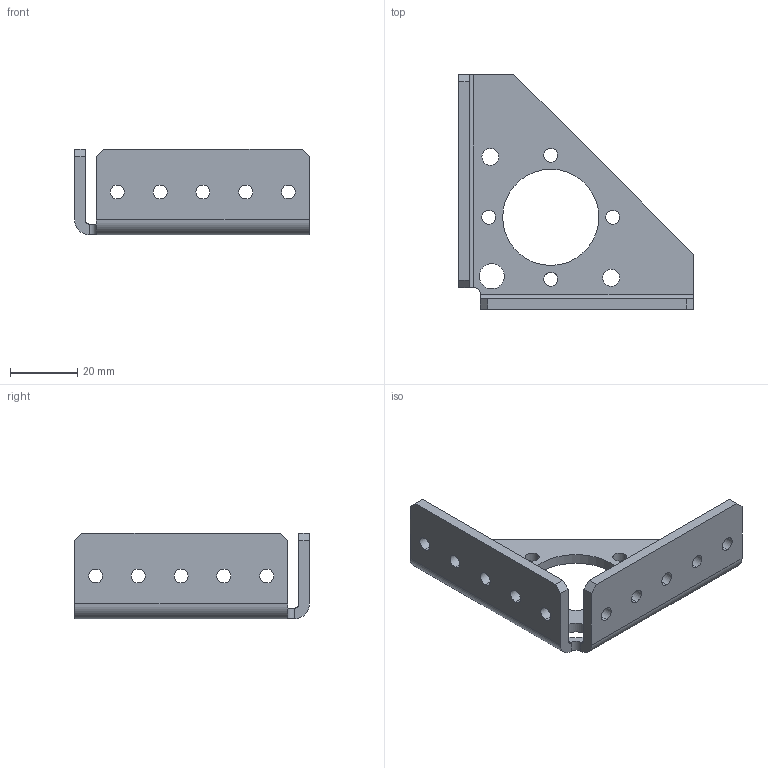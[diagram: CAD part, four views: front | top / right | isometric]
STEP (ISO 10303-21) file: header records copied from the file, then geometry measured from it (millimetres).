
FILE_DESCRIPTION (( 'STEP AP214' ), '1' );
FILE_NAME ('WCP-0873 Rev1.step', '2022-11-30T02:23:43', ( '' ), ( '' ), 'SwSTEP 2.0', 'SolidWorks 2020', '' );
FILE_SCHEMA (( 'AUTOMOTIVE_DESIGN' ));
Length unit declared in the file: inch
Products named in the file (1): WCP-0873 Rev1
Bounding box: 69.72 x 69.72 x 25.4 mm (x, y, z)
Volume: 16311.5 mm3; surface area: 12346.1 mm2
Topology: 1 solids, 1 shells, 59 faces, 167 edges, 110 vertices
Faces by surface type: cylinder 42, plane 17
Entity records: 2065 total; most frequent: DIRECTION 371, CARTESIAN_POINT 337, ORIENTED_EDGE 334, EDGE_CURVE 167, AXIS2_PLACEMENT_3D 144, VERTEX_POINT 110, EDGE_LOOP 95, CIRCLE 84
